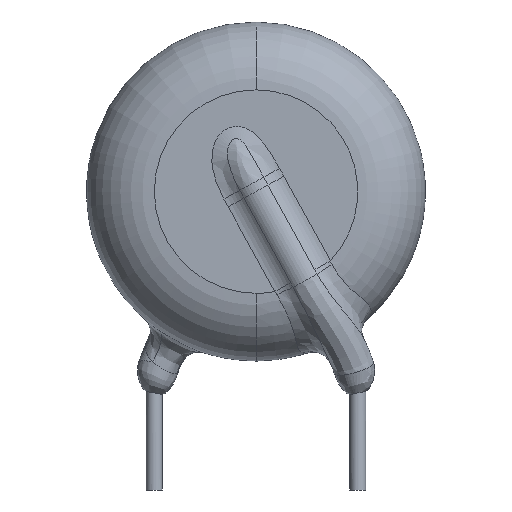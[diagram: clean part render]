
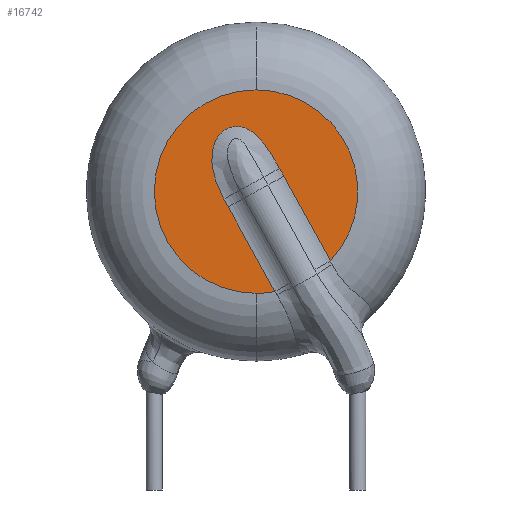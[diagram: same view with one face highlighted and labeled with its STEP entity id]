
A CAD part, front view. The second image highlights one B-rep face of the part: STEP entity #16742.
In plain terms, the highlighted planar face has unit normal (0, -1, 0).
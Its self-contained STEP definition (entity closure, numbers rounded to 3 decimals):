
#48 = ORIENTED_EDGE ( 'NONE', *, *, #16527, .T. ) ;
#92 = ORIENTED_EDGE ( 'NONE', *, *, #12784, .T. ) ;
#558 = DIRECTION ( 'NONE',  ( 0., 1., 0. ) ) ;
#1570 = AXIS2_PLACEMENT_3D ( 'NONE', #9548, #558, #8419 ) ;
#1633 = CARTESIAN_POINT ( 'NONE',  ( -1.186, -2.5, 7.226 ) ) ;
#1663 = EDGE_CURVE ( 'NONE', #8877, #13857, #16547, .T. ) ;
#1870 = EDGE_CURVE ( 'NONE', #15013, #15522, #10586, .T. ) ;
#2080 = CARTESIAN_POINT ( 'NONE',  ( 0.387, -2.5, 9.147 ) ) ;
#2170 = CARTESIAN_POINT ( 'NONE',  ( -0.724, -2.5, 9.909 ) ) ;
#2252 = CARTESIAN_POINT ( 'NONE',  ( -1.591, -2.5, 9.096 ) ) ;
#2348 = CARTESIAN_POINT ( 'NONE',  ( -1.186, -2.5, 7.226 ) ) ;
#2484 = VERTEX_POINT ( 'NONE', #7510 ) ;
#3068 = LINE ( 'NONE', #13321, #5599 ) ;
#3383 = CARTESIAN_POINT ( 'NONE',  ( -1.6, -2.5, 8.286 ) ) ;
#3740 = CARTESIAN_POINT ( 'NONE',  ( -1.393, -2.5, 7.635 ) ) ;
#3858 = CARTESIAN_POINT ( 'NONE',  ( 0.867, -2.5, 8.354 ) ) ;
#3971 = CARTESIAN_POINT ( 'NONE',  ( 0., -2.5, 7.5 ) ) ;
#4106 = CARTESIAN_POINT ( 'NONE',  ( 0.689, -2.5, 3.814 ) ) ;
#4700 = CARTESIAN_POINT ( 'NONE',  ( -1.632, -2.5, 8.634 ) ) ;
#4870 = CARTESIAN_POINT ( 'NONE',  ( -1.064, -2.5, 9.827 ) ) ;
#4955 = EDGE_CURVE ( 'NONE', #13857, #13883, #8019, .T. ) ;
#4959 = CARTESIAN_POINT ( 'NONE',  ( -0.267, -2.5, 9.811 ) ) ;
#5236 = DIRECTION ( 'NONE',  ( 0., 0., 1. ) ) ;
#5324 = CARTESIAN_POINT ( 'NONE',  ( 2.742, -2.5, 4.942 ) ) ;
#5599 = VECTOR ( 'NONE', #13403, 1000. ) ;
#5977 = ORIENTED_EDGE ( 'NONE', *, *, #10481, .F. ) ;
#6071 = AXIS2_PLACEMENT_3D ( 'NONE', #14349, #17039, #5236 ) ;
#6072 = DIRECTION ( 'NONE',  ( 0.482, 0., -0.876 ) ) ;
#6260 = CARTESIAN_POINT ( 'NONE',  ( -1.613, -2.5, 8.981 ) ) ;
#6268 = DIRECTION ( 'NONE',  ( 0., 1., 0. ) ) ;
#6496 = CARTESIAN_POINT ( 'NONE',  ( 1.027, -2.5, 8.064 ) ) ;
#6835 = VECTOR ( 'NONE', #17103, 1000. ) ;
#6973 = EDGE_CURVE ( 'NONE', #7249, #15013, #15200, .T. ) ;
#7249 = VERTEX_POINT ( 'NONE', #1633 ) ;
#7510 = CARTESIAN_POINT ( 'NONE',  ( -1.027, -2.5, 6.936 ) ) ;
#7814 = CARTESIAN_POINT ( 'NONE',  ( 1.027, -2.5, 8.064 ) ) ;
#7903 = ORIENTED_EDGE ( 'NONE', *, *, #1870, .T. ) ;
#8019 = CIRCLE ( 'NONE', #6071, 3.75 ) ;
#8419 = DIRECTION ( 'NONE',  ( 0., 0., 1. ) ) ;
#8646 = ORIENTED_EDGE ( 'NONE', *, *, #11013, .T. ) ;
#8675 = AXIS2_PLACEMENT_3D ( 'NONE', #3971, #17175, #9259 ) ;
#8683 = CARTESIAN_POINT ( 'NONE',  ( 0.756, -2.5, 8.558 ) ) ;
#8877 = VERTEX_POINT ( 'NONE', #9762 ) ;
#9254 = LINE ( 'NONE', #15776, #12629 ) ;
#9259 = DIRECTION ( 'NONE',  ( 0., 0., 1. ) ) ;
#9548 = CARTESIAN_POINT ( 'NONE',  ( 0., -2.5, 7.5 ) ) ;
#9666 = ORIENTED_EDGE ( 'NONE', *, *, #4955, .F. ) ;
#9762 = CARTESIAN_POINT ( 'NONE',  ( 0., -2.5, 3.75 ) ) ;
#9992 = CARTESIAN_POINT ( 'NONE',  ( -1.633, -2.5, 8.749 ) ) ;
#10077 = CARTESIAN_POINT ( 'NONE',  ( -1.52, -2.5, 9.314 ) ) ;
#10135 = EDGE_LOOP ( 'NONE', ( #7903, #92, #9666, #14568, #5977, #8646, #48, #14455 ) ) ;
#10170 = CARTESIAN_POINT ( 'NONE',  ( -0.605, -2.5, 9.901 ) ) ;
#10251 = CARTESIAN_POINT ( 'NONE',  ( -0.073, -2.5, 9.667 ) ) ;
#10481 = EDGE_CURVE ( 'NONE', #15326, #8877, #16164, .T. ) ;
#10586 = LINE ( 'NONE', #7814, #6835 ) ;
#10935 = LINE ( 'NONE', #16233, #13627 ) ;
#11013 = EDGE_CURVE ( 'NONE', #15326, #2484, #3068, .T. ) ;
#11075 = CARTESIAN_POINT ( 'NONE',  ( 0., -2.5, 7.5 ) ) ;
#11463 = CARTESIAN_POINT ( 'NONE',  ( -1.47, -2.5, 9.421 ) ) ;
#11557 = CARTESIAN_POINT ( 'NONE',  ( 0.639, -2.5, 8.758 ) ) ;
#11561 = PLANE ( 'NONE',  #15981 ) ;
#12629 = VECTOR ( 'NONE', #12905, 1000. ) ;
#12784 = EDGE_CURVE ( 'NONE', #15522, #13883, #10935, .T. ) ;
#12905 = DIRECTION ( 'NONE',  ( -0.482, 0., 0.876 ) ) ;
#13028 = DIRECTION ( 'NONE',  ( 0., 0., 1. ) ) ;
#13321 = CARTESIAN_POINT ( 'NONE',  ( -1.027, -2.5, 6.936 ) ) ;
#13403 = DIRECTION ( 'NONE',  ( -0.482, 0., 0.876 ) ) ;
#13627 = VECTOR ( 'NONE', #6072, 1000. ) ;
#13857 = VERTEX_POINT ( 'NONE', #14621 ) ;
#13883 = VERTEX_POINT ( 'NONE', #5324 ) ;
#14069 = CARTESIAN_POINT ( 'NONE',  ( -0.953, -2.5, 9.872 ) ) ;
#14149 = CARTESIAN_POINT ( 'NONE',  ( 0.25, -2.5, 9.337 ) ) ;
#14349 = CARTESIAN_POINT ( 'NONE',  ( 0., -2.5, 7.5 ) ) ;
#14455 = ORIENTED_EDGE ( 'NONE', *, *, #6973, .T. ) ;
#14568 = ORIENTED_EDGE ( 'NONE', *, *, #1663, .F. ) ;
#14621 = CARTESIAN_POINT ( 'NONE',  ( 0., -2.5, 11.25 ) ) ;
#15013 = VERTEX_POINT ( 'NONE', #3858 ) ;
#15200 = B_SPLINE_CURVE_WITH_KNOTS ( 'NONE', 3,
 ( #2348, #16946, #3740, #16595, #3383, #4700, #9992, #6260, #2252, #10077, #11463, #15379, #15296, #4870, #14069, #2170, #10170, #4959, #10251, #14149, #2080, #11557, #8683, #16864 ),
 .UNSPECIFIED., .F., .F.,
 ( 4, 2, 2, 2, 2, 2, 2, 2, 2, 2, 2, 4 ),
 ( 0., 0.001, 0.001, 0.002, 0.002, 0.002, 0.003, 0.003, 0.003, 0.004, 0.005, 0.005 ),
 .UNSPECIFIED. ) ;
#15296 = CARTESIAN_POINT ( 'NONE',  ( -1.255, -2.5, 9.697 ) ) ;
#15326 = VERTEX_POINT ( 'NONE', #4106 ) ;
#15379 = CARTESIAN_POINT ( 'NONE',  ( -1.338, -2.5, 9.612 ) ) ;
#15522 = VERTEX_POINT ( 'NONE', #6496 ) ;
#15776 = CARTESIAN_POINT ( 'NONE',  ( -1.027, -2.5, 6.936 ) ) ;
#15981 = AXIS2_PLACEMENT_3D ( 'NONE', #11075, #6268, #13028 ) ;
#16164 = CIRCLE ( 'NONE', #8675, 3.75 ) ;
#16233 = CARTESIAN_POINT ( 'NONE',  ( 1.027, -2.5, 8.064 ) ) ;
#16527 = EDGE_CURVE ( 'NONE', #2484, #7249, #9254, .T. ) ;
#16547 = CIRCLE ( 'NONE', #1570, 3.75 ) ;
#16595 = CARTESIAN_POINT ( 'NONE',  ( -1.544, -2.5, 8.064 ) ) ;
#16742 = ADVANCED_FACE ( 'NONE', ( #16870 ), #11561, .F. ) ;
#16864 = CARTESIAN_POINT ( 'NONE',  ( 0.867, -2.5, 8.354 ) ) ;
#16870 = FACE_OUTER_BOUND ( 'NONE', #10135, .T. ) ;
#16946 = CARTESIAN_POINT ( 'NONE',  ( -1.297, -2.5, 7.428 ) ) ;
#17039 = DIRECTION ( 'NONE',  ( 0., 1., 0. ) ) ;
#17103 = DIRECTION ( 'NONE',  ( 0.482, 0., -0.876 ) ) ;
#17175 = DIRECTION ( 'NONE',  ( 0., 1., 0. ) ) ;
